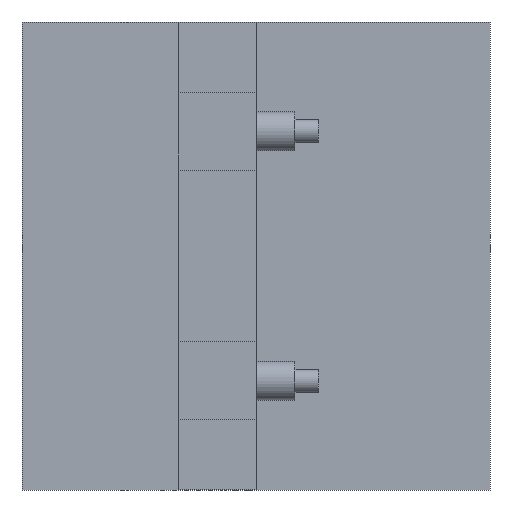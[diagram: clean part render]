
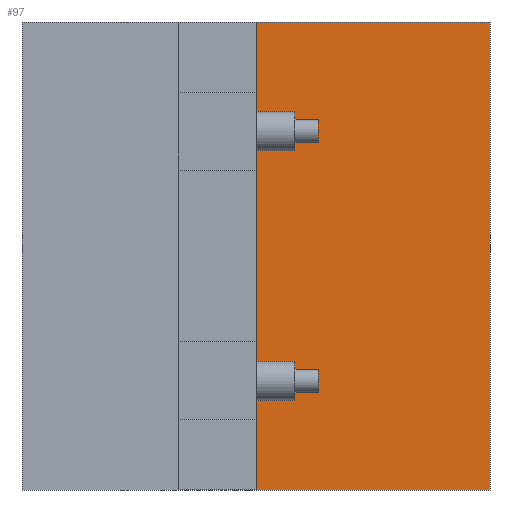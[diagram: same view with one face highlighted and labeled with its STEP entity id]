
A CAD part, front view. The second image highlights one B-rep face of the part: STEP entity #97.
In plain terms, the highlighted planar face has unit normal (0, -1, 0).
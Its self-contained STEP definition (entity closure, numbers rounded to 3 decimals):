
#97=ADVANCED_FACE('',(#160),#133,.F.);
#133=PLANE('',#611);
#160=FACE_OUTER_BOUND('',#188,.T.);
#188=EDGE_LOOP('',(#298,#299,#300,#301));
#298=ORIENTED_EDGE('',*,*,#463,.T.);
#299=ORIENTED_EDGE('',*,*,#470,.F.);
#300=ORIENTED_EDGE('',*,*,#449,.F.);
#301=ORIENTED_EDGE('',*,*,#434,.T.);
#381=VERTEX_POINT('',#842);
#382=VERTEX_POINT('',#844);
#394=VERTEX_POINT('',#873);
#405=VERTEX_POINT('',#898);
#434=EDGE_CURVE('',#382,#381,#500,.T.);
#449=EDGE_CURVE('',#382,#394,#515,.T.);
#463=EDGE_CURVE('',#381,#405,#529,.T.);
#470=EDGE_CURVE('',#394,#405,#536,.T.);
#500=LINE('',#843,#554);
#515=LINE('',#872,#569);
#529=LINE('',#899,#583);
#536=LINE('',#912,#590);
#554=VECTOR('',#673,1.);
#569=VECTOR('',#692,1.);
#583=VECTOR('',#708,1.);
#590=VECTOR('',#727,1.);
#611=AXIS2_PLACEMENT_3D('',#913,#728,#729);
#673=DIRECTION('',(0.,0.,-1.));
#692=DIRECTION('',(1.,0.,0.));
#708=DIRECTION('',(1.,0.,0.));
#727=DIRECTION('',(0.,0.,-1.));
#728=DIRECTION('',(0.,1.,0.));
#729=DIRECTION('',(-1.,0.,0.));
#842=CARTESIAN_POINT('',(10.,140.,0.));
#843=CARTESIAN_POINT('',(10.,140.,60.));
#844=CARTESIAN_POINT('',(10.,140.,60.));
#872=CARTESIAN_POINT('',(10.,140.,60.));
#873=CARTESIAN_POINT('',(40.,140.,60.));
#898=CARTESIAN_POINT('',(40.,140.,0.));
#899=CARTESIAN_POINT('',(10.,140.,0.));
#912=CARTESIAN_POINT('',(40.,140.,60.));
#913=CARTESIAN_POINT('',(10.,140.,60.));
